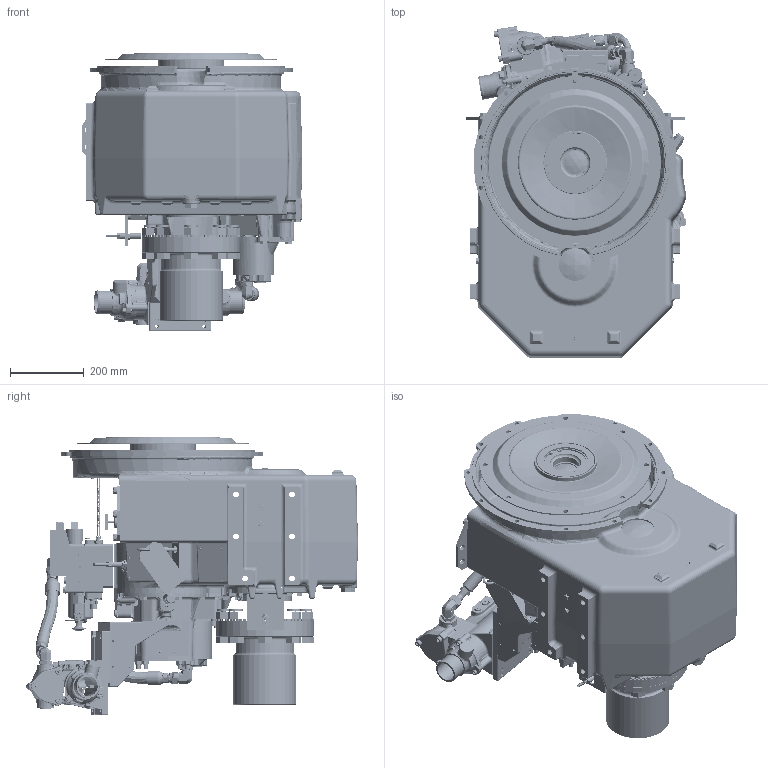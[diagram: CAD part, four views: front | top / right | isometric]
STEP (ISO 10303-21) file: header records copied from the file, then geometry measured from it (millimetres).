
FILE_DESCRIPTION (( 'STEP AP214' ), '1' );
FILE_NAME ('PX13298.STEP', '2014-10-03T10:56:56', ( '' ), ( '' ), 'SwSTEP 2.0', 'SolidWorks 2010', '' );
FILE_SCHEMA (( 'AUTOMOTIVE_DESIGN' ));
Length unit declared in the file: inch
Products named in the file (1): PX13298
Bounding box: 599.57 x 901.9 x 755.92 mm (x, y, z)
Surface area: 4204703.7 mm2 (no closed solid volume)
Topology: 0 solids, 462 shells, 5613 faces, 22603 edges, 16782 vertices
Faces by surface type: plane 1841, cylinder 1765, bspline 855, torus 568, cone 435, sphere 149
Entity records: 710454 total; most frequent: CARTESIAN_POINT 462155, DIRECTION 34958, ORIENTED_EDGE 33084, EDGE_CURVE 22479, VERTEX_POINT 16767, AXIS2_PLACEMENT_3D 13047, LINE 8864, VECTOR 8864
